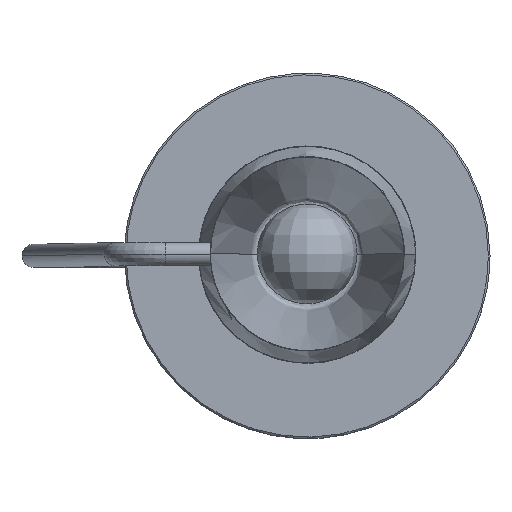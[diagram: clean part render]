
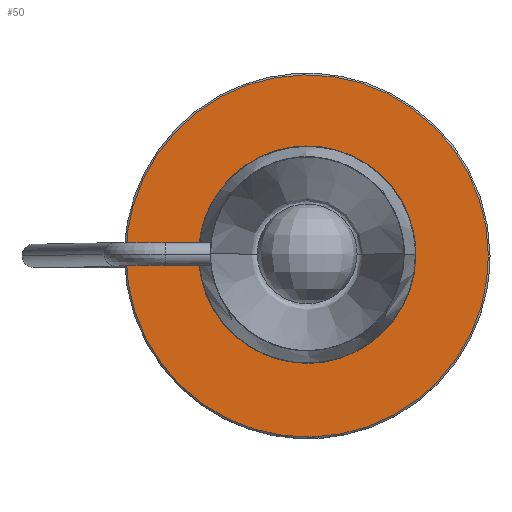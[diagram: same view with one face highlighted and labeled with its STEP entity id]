
A CAD part, top view. The second image highlights one B-rep face of the part: STEP entity #50.
In plain terms, the highlighted planar face has unit normal (0, 0, 1).
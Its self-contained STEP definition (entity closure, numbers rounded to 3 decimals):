
#24=PLANE('',#556);
#50=ADVANCED_FACE('',(#84),#24,.T.);
#84=FACE_OUTER_BOUND('',#118,.T.);
#118=EDGE_LOOP('',(#186,#187));
#186=ORIENTED_EDGE('',*,*,#282,.T.);
#187=ORIENTED_EDGE('',*,*,#287,.T.);
#282=EDGE_CURVE('',#402,#405,#327,.T.);
#287=EDGE_CURVE('',#405,#402,#329,.T.);
#327=B_SPLINE_CURVE_WITH_KNOTS('',3,(#1147,#1148,#1149,#1150,#1151,#1152,
#1153,#1154,#1155,#1156,#1157,#1158,#1159,#1160,#1161,#1162,#1163,#1164,
#1165,#1166,#1167),.UNSPECIFIED.,.F.,.F.,(4,1,1,1,1,1,1,1,3,1,1,1,1,1,1,
1,4),(0.,19.945,41.088,63.114,85.608,
108.103,130.128,151.271,171.217,191.162,
212.305,234.33,256.825,279.319,301.345,
322.488,342.433),.UNSPECIFIED.);
#329=B_SPLINE_CURVE_WITH_KNOTS('',3,(#1182,#1183,#1184,#1185,#1186,#1187,
#1188,#1189,#1190,#1191,#1192,#1193,#1194,#1195,#1196,#1197,#1198,#1199,
#1200,#1201,#1202),.UNSPECIFIED.,.F.,.F.,(4,1,1,1,1,1,1,1,3,1,1,1,1,1,1,
1,4),(342.433,362.378,383.522,405.547,
428.041,450.536,472.561,493.705,513.65,
533.595,554.738,576.763,599.258,621.752,
643.778,664.921,684.866),.UNSPECIFIED.);
#402=VERTEX_POINT('',#1129);
#405=VERTEX_POINT('',#1132);
#556=AXIS2_PLACEMENT_3D('',#1041,#572,$);
#572=DIRECTION('',(0.,0.,1.));
#1041=CARTESIAN_POINT('',(-137.5,-137.5,25.));
#1129=CARTESIAN_POINT('',(109.,0.,25.));
#1132=CARTESIAN_POINT('',(-109.,0.,25.));
#1147=CARTESIAN_POINT('',(109.,0.,25.));
#1148=CARTESIAN_POINT('',(109.,6.648,25.));
#1149=CARTESIAN_POINT('',(107.744,20.344,25.));
#1150=CARTESIAN_POINT('',(101.903,40.659,25.));
#1151=CARTESIAN_POINT('',(91.783,60.193,25.));
#1152=CARTESIAN_POINT('',(77.624,77.624,25.));
#1153=CARTESIAN_POINT('',(60.193,91.783,25.));
#1154=CARTESIAN_POINT('',(40.659,101.903,25.));
#1155=CARTESIAN_POINT('',(20.344,107.744,25.));
#1156=CARTESIAN_POINT('',(6.648,109.,25.));
#1157=CARTESIAN_POINT('',(0.,109.,25.));
#1158=CARTESIAN_POINT('',(-6.648,109.,25.));
#1159=CARTESIAN_POINT('',(-20.344,107.744,25.));
#1160=CARTESIAN_POINT('',(-40.659,101.903,25.));
#1161=CARTESIAN_POINT('',(-60.193,91.783,25.));
#1162=CARTESIAN_POINT('',(-77.624,77.624,25.));
#1163=CARTESIAN_POINT('',(-91.783,60.193,25.));
#1164=CARTESIAN_POINT('',(-101.903,40.659,25.));
#1165=CARTESIAN_POINT('',(-107.744,20.344,25.));
#1166=CARTESIAN_POINT('',(-109.,6.648,25.));
#1167=CARTESIAN_POINT('',(-109.,0.,25.));
#1182=CARTESIAN_POINT('',(-109.,0.,25.));
#1183=CARTESIAN_POINT('',(-109.,-6.648,25.));
#1184=CARTESIAN_POINT('',(-107.744,-20.344,25.));
#1185=CARTESIAN_POINT('',(-101.903,-40.659,25.));
#1186=CARTESIAN_POINT('',(-91.783,-60.193,25.));
#1187=CARTESIAN_POINT('',(-77.624,-77.624,25.));
#1188=CARTESIAN_POINT('',(-60.193,-91.783,25.));
#1189=CARTESIAN_POINT('',(-40.659,-101.903,25.));
#1190=CARTESIAN_POINT('',(-20.344,-107.744,25.));
#1191=CARTESIAN_POINT('',(-6.648,-109.,25.));
#1192=CARTESIAN_POINT('',(0.,-109.,25.));
#1193=CARTESIAN_POINT('',(6.648,-109.,25.));
#1194=CARTESIAN_POINT('',(20.344,-107.744,25.));
#1195=CARTESIAN_POINT('',(40.659,-101.903,25.));
#1196=CARTESIAN_POINT('',(60.193,-91.783,25.));
#1197=CARTESIAN_POINT('',(77.624,-77.624,25.));
#1198=CARTESIAN_POINT('',(91.783,-60.193,25.));
#1199=CARTESIAN_POINT('',(101.903,-40.659,25.));
#1200=CARTESIAN_POINT('',(107.744,-20.344,25.));
#1201=CARTESIAN_POINT('',(109.,-6.648,25.));
#1202=CARTESIAN_POINT('',(109.,0.,25.));
